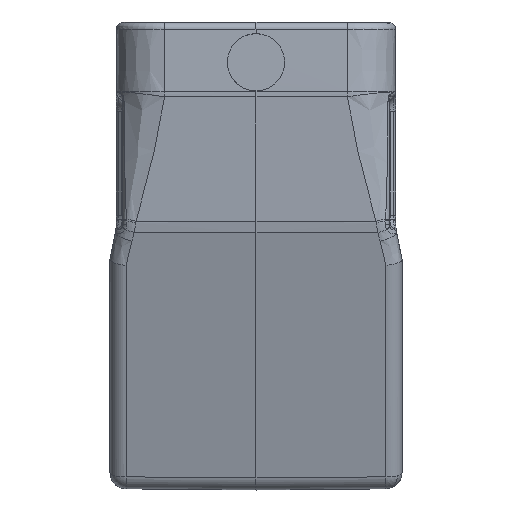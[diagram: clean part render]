
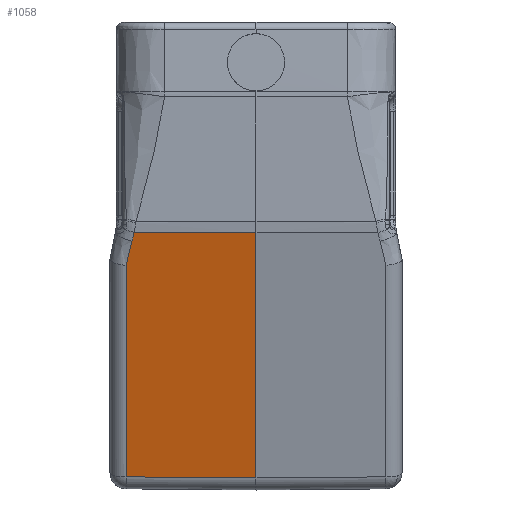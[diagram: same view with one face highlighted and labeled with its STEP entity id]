
A CAD part, left-side view. The second image highlights one B-rep face of the part: STEP entity #1058.
In plain terms, the highlighted planar face has unit normal (-0.966, 0.009, -0.259).
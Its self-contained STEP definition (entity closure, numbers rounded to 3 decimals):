
#720=PLANE('',#12093);
#1058=ADVANCED_FACE('',(#1999),#720,.T.);
#1999=FACE_OUTER_BOUND('',#2721,.T.);
#2721=EDGE_LOOP('',(#5334,#5335,#5336,#5337,#5338,#5339));
#3509=LINE('',#18048,#4285);
#3510=LINE('',#18050,#4286);
#3511=LINE('',#18053,#4287);
#4285=VECTOR('',#13241,1.);
#4286=VECTOR('',#13244,1.);
#4287=VECTOR('',#13245,1.);
#5334=ORIENTED_EDGE('',*,*,#9867,.F.);
#5335=ORIENTED_EDGE('',*,*,#9868,.T.);
#5336=ORIENTED_EDGE('',*,*,#9866,.T.);
#5337=ORIENTED_EDGE('',*,*,#9869,.F.);
#5338=ORIENTED_EDGE('',*,*,#9870,.T.);
#5339=ORIENTED_EDGE('',*,*,#9871,.T.);
#8729=VERTEX_POINT('',#18028);
#8732=VERTEX_POINT('',#18047);
#8733=VERTEX_POINT('',#18051);
#8734=VERTEX_POINT('',#18052);
#8735=VERTEX_POINT('',#18060);
#8736=VERTEX_POINT('',#18069);
#9866=EDGE_CURVE('',#8729,#8732,#3509,.T.);
#9867=EDGE_CURVE('',#8733,#8734,#3510,.T.);
#9868=EDGE_CURVE('',#8733,#8729,#3511,.T.);
#9869=EDGE_CURVE('',#8735,#8732,#11529,.T.);
#9870=EDGE_CURVE('',#8735,#8736,#11530,.T.);
#9871=EDGE_CURVE('',#8736,#8734,#11531,.T.);
#11529=B_SPLINE_CURVE_WITH_KNOTS('',3,(#18054,#18055,#18056,#18057,#18058,
#18059),.UNSPECIFIED.,.F.,.F.,(4,1,1,4),(0.,0.333,0.667,
1.),.UNSPECIFIED.);
#11530=B_SPLINE_CURVE_WITH_KNOTS('',3,(#18061,#18062,#18063,#18064,#18065,
#18066,#18067,#18068),.UNSPECIFIED.,.F.,.F.,(4,2,2,4),(0.,0.25,0.5,1.),
 .UNSPECIFIED.);
#11531=B_SPLINE_CURVE_WITH_KNOTS('',3,(#18070,#18071,#18072,#18073),
 .UNSPECIFIED.,.F.,.F.,(4,4),(0.,1.),.UNSPECIFIED.);
#12093=AXIS2_PLACEMENT_3D('',#18074,#13246,#13247);
#13241=DIRECTION('',(0.009,1.,0.002));
#13244=DIRECTION('',(0.007,1.,0.009));
#13245=DIRECTION('',(-0.259,0.,0.966));
#13246=DIRECTION('',(-0.966,0.009,-0.259));
#13247=DIRECTION('',(-0.259,0.,0.966));
#18028=CARTESIAN_POINT('',(-34.58,0.,-32.345));
#18047=CARTESIAN_POINT('',(-34.418,18.767,-32.316));
#18048=CARTESIAN_POINT('',(-34.58,0.,-32.345));
#18050=CARTESIAN_POINT('',(-24.451,0.,-70.147));
#18051=CARTESIAN_POINT('',(-24.451,0.,-70.147));
#18052=CARTESIAN_POINT('',(-24.317,20.022,-69.972));
#18053=CARTESIAN_POINT('',(-24.451,0.,-70.147));
#18054=CARTESIAN_POINT('',(-34.05,19.115,-33.678));
#18055=CARTESIAN_POINT('',(-34.085,19.077,-33.549));
#18056=CARTESIAN_POINT('',(-34.16,18.999,-33.274));
#18057=CARTESIAN_POINT('',(-34.341,18.84,-32.602));
#18058=CARTESIAN_POINT('',(-34.397,18.787,-32.395));
#18059=CARTESIAN_POINT('',(-34.418,18.767,-32.316));
#18060=CARTESIAN_POINT('',(-34.05,19.115,-33.678));
#18061=CARTESIAN_POINT('',(-34.05,19.115,-33.678));
#18062=CARTESIAN_POINT('',(-33.941,19.235,-34.082));
#18063=CARTESIAN_POINT('',(-33.842,19.34,-34.449));
#18064=CARTESIAN_POINT('',(-33.663,19.52,-35.108));
#18065=CARTESIAN_POINT('',(-33.573,19.605,-35.441));
#18066=CARTESIAN_POINT('',(-33.4,19.756,-36.083));
#18067=CARTESIAN_POINT('',(-33.204,19.91,-36.81));
#18068=CARTESIAN_POINT('',(-33.046,20.022,-37.395));
#18069=CARTESIAN_POINT('',(-33.046,20.022,-37.395));
#18070=CARTESIAN_POINT('',(-33.046,20.022,-37.395));
#18071=CARTESIAN_POINT('',(-30.136,20.022,-48.254));
#18072=CARTESIAN_POINT('',(-27.227,20.022,-59.113));
#18073=CARTESIAN_POINT('',(-24.317,20.022,-69.972));
#18074=CARTESIAN_POINT('',(-23.955,0.,-72.));
